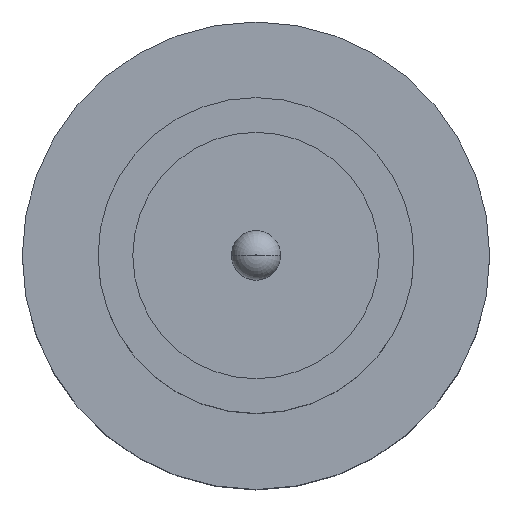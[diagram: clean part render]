
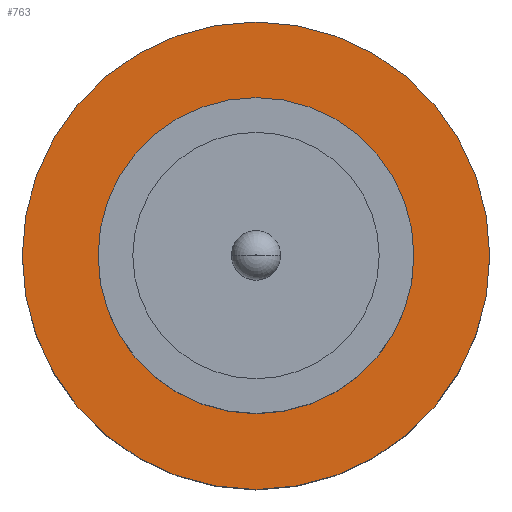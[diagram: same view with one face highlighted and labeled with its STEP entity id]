
A CAD part, top view. The second image highlights one B-rep face of the part: STEP entity #763.
In plain terms, the highlighted planar face has unit normal (0, 0, 1).
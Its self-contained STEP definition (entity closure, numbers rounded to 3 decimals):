
#52 = DIRECTION ( 'NONE',  ( 1., 0., 0. ) ) ;
#105 = VERTEX_POINT ( 'NONE', #801 ) ;
#107 = DIRECTION ( 'NONE',  ( 0., 0., 1. ) ) ;
#159 = CARTESIAN_POINT ( 'NONE',  ( 1.25, 0., 1.55 ) ) ;
#170 = VERTEX_POINT ( 'NONE', #159 ) ;
#183 = PLANE ( 'NONE',  #301 ) ;
#194 = ORIENTED_EDGE ( 'NONE', *, *, #501, .F. ) ;
#252 = EDGE_CURVE ( 'NONE', #105, #680, #688, .T. ) ;
#263 = AXIS2_PLACEMENT_3D ( 'NONE', #665, #107, #670 ) ;
#264 = DIRECTION ( 'NONE',  ( 0., 0., 1. ) ) ;
#301 = AXIS2_PLACEMENT_3D ( 'NONE', #744, #264, #803 ) ;
#306 = AXIS2_PLACEMENT_3D ( 'NONE', #582, #587, #433 ) ;
#312 = EDGE_CURVE ( 'NONE', #453, #170, #652, .T. ) ;
#326 = EDGE_CURVE ( 'NONE', #680, #105, #602, .T. ) ;
#333 = DIRECTION ( 'NONE',  ( 1., 0., 0. ) ) ;
#380 = FACE_BOUND ( 'NONE', #412, .T. ) ;
#401 = CIRCLE ( 'NONE', #306, 1.25 ) ;
#408 = DIRECTION ( 'NONE',  ( 0., 0., 1. ) ) ;
#412 = EDGE_LOOP ( 'NONE', ( #194, #799 ) ) ;
#413 = CARTESIAN_POINT ( 'NONE',  ( 0., 0., 1.55 ) ) ;
#433 = DIRECTION ( 'NONE',  ( 1., 0., 0. ) ) ;
#453 = VERTEX_POINT ( 'NONE', #838 ) ;
#460 = CARTESIAN_POINT ( 'NONE',  ( 1.85, 0., 1.55 ) ) ;
#480 = CARTESIAN_POINT ( 'NONE',  ( 0., 0., 1.55 ) ) ;
#501 = EDGE_CURVE ( 'NONE', #170, #453, #401, .T. ) ;
#507 = FACE_OUTER_BOUND ( 'NONE', #878, .T. ) ;
#510 = ORIENTED_EDGE ( 'NONE', *, *, #252, .T. ) ;
#514 = ORIENTED_EDGE ( 'NONE', *, *, #326, .T. ) ;
#582 = CARTESIAN_POINT ( 'NONE',  ( 0., 0., 1.55 ) ) ;
#587 = DIRECTION ( 'NONE',  ( 0., 0., 1. ) ) ;
#602 = CIRCLE ( 'NONE', #697, 1.85 ) ;
#633 = DIRECTION ( 'NONE',  ( 0., 0., 1. ) ) ;
#652 = CIRCLE ( 'NONE', #829, 1.25 ) ;
#665 = CARTESIAN_POINT ( 'NONE',  ( 0., 0., 1.55 ) ) ;
#670 = DIRECTION ( 'NONE',  ( 1., 0., 0. ) ) ;
#680 = VERTEX_POINT ( 'NONE', #460 ) ;
#688 = CIRCLE ( 'NONE', #263, 1.85 ) ;
#697 = AXIS2_PLACEMENT_3D ( 'NONE', #480, #633, #52 ) ;
#744 = CARTESIAN_POINT ( 'NONE',  ( 0., 0., 1.55 ) ) ;
#763 = ADVANCED_FACE ( 'NONE', ( #380, #507 ), #183, .T. ) ;
#799 = ORIENTED_EDGE ( 'NONE', *, *, #312, .F. ) ;
#801 = CARTESIAN_POINT ( 'NONE',  ( -1.85, 0., 1.55 ) ) ;
#803 = DIRECTION ( 'NONE',  ( 1., 0., 0. ) ) ;
#829 = AXIS2_PLACEMENT_3D ( 'NONE', #413, #408, #333 ) ;
#838 = CARTESIAN_POINT ( 'NONE',  ( -1.25, 0., 1.55 ) ) ;
#878 = EDGE_LOOP ( 'NONE', ( #510, #514 ) ) ;
